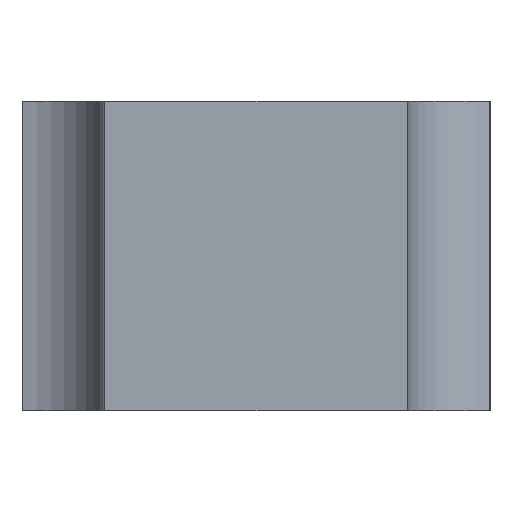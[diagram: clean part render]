
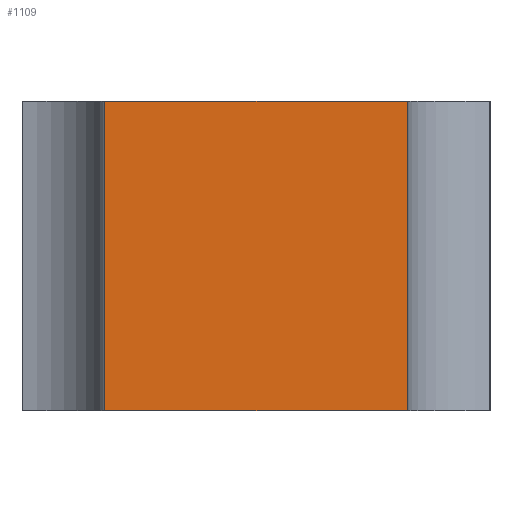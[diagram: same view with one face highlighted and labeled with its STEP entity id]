
A CAD part, left-side view. The second image highlights one B-rep face of the part: STEP entity #1109.
In plain terms, the highlighted planar face has unit normal (-1, 0, 0).
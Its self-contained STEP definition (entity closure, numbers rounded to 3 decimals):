
#959=VERTEX_POINT('NONE',#2755);
#1109=ADVANCED_FACE('NONE',(#2923),#2924,.F.);
#1241=VERTEX_POINT('NONE',#3083);
#1997=EDGE_CURVE('NONE',#2341,#1241,#3948,.T.);
#2321=EDGE_CURVE('NONE',#1241,#959,#4313,.T.);
#2341=VERTEX_POINT('NONE',#4336);
#2499=EDGE_CURVE('NONE',#2341,#2627,#4515,.T.);
#2549=EDGE_CURVE('NONE',#2627,#959,#4574,.T.);
#2627=VERTEX_POINT('NONE',#4665);
#2755=CARTESIAN_POINT('',(-25.0,22.0,-45.0));
#2923=FACE_OUTER_BOUND('',#5023,.T.);
#2924=PLANE('',#5024);
#3083=CARTESIAN_POINT('',(-25.0,22.0,0.0));
#3948=LINE('',#6347,#6348);
#4313=LINE('',#6836,#6837);
#4336=CARTESIAN_POINT('',(-25.0,-22.0,0.0));
#4515=LINE('',#7096,#7097);
#4574=LINE('',#7172,#7173);
#4665=CARTESIAN_POINT('',(-25.0,-22.0,-45.0));
#5023=EDGE_LOOP('',(#7635,#7636,#7637,#7638));
#5024=AXIS2_PLACEMENT_3D('',#7639,#7640,#7641);
#6347=CARTESIAN_POINT('',(-25.0,-34.0,0.0));
#6348=VECTOR('',#8928,1000.0);
#6836=CARTESIAN_POINT('',(-25.0,22.0,0.0));
#6837=VECTOR('',#9372,1000.0);
#7096=CARTESIAN_POINT('',(-25.0,-22.0,0.0));
#7097=VECTOR('',#9631,1000.0);
#7172=CARTESIAN_POINT('',(-25.0,-34.0,-45.0));
#7173=VECTOR('',#9711,1000.0);
#7635=ORIENTED_EDGE('',*,*,#2549,.F.);
#7636=ORIENTED_EDGE('',*,*,#2499,.F.);
#7637=ORIENTED_EDGE('',*,*,#1997,.T.);
#7638=ORIENTED_EDGE('',*,*,#2321,.T.);
#7639=CARTESIAN_POINT('',(-25.0,-34.0,-45.0));
#7640=DIRECTION('',(1.0,0.0,0.0));
#7641=DIRECTION('',(0.0,-1.0,0.0));
#8928=DIRECTION('',(0.0,1.0,0.0));
#9372=DIRECTION('',(0.0,0.0,-1.0));
#9631=DIRECTION('',(0.0,0.0,-1.0));
#9711=DIRECTION('',(0.0,1.0,0.0));
